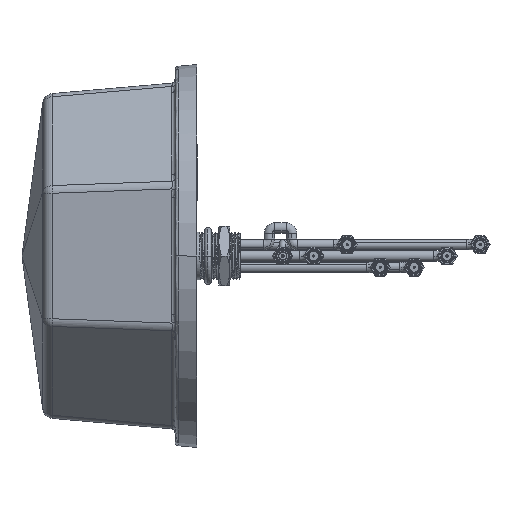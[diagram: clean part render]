
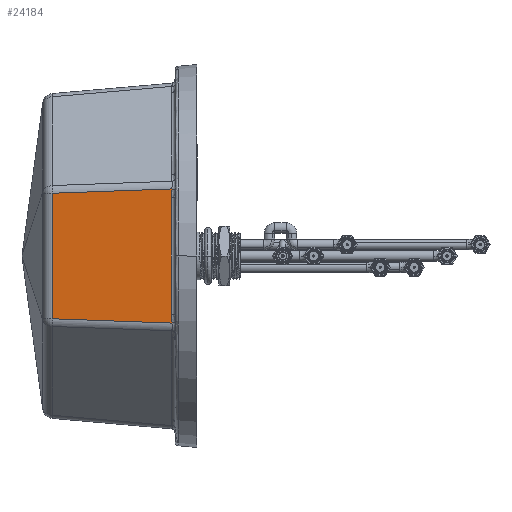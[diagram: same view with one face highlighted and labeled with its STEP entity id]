
A CAD part, left-side view. The second image highlights one B-rep face of the part: STEP entity #24184.
In plain terms, the highlighted planar face has unit normal (-0.996, 0.087, 0).
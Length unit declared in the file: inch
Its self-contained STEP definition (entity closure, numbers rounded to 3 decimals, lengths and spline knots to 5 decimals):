
#1442 = ORIENTED_EDGE ( 'NONE', *, *, #31394, .T. ) ;
#2258 = CARTESIAN_POINT ( 'NONE',  ( -3.10925, 0.46391, -1.11773 ) ) ;
#2561 = CARTESIAN_POINT ( 'NONE',  ( -3.1091, 0.46562, 1.08465 ) ) ;
#2821 = PLANE ( 'NONE',  #16412 ) ;
#4408 = ORIENTED_EDGE ( 'NONE', *, *, #23821, .F. ) ;
#4984 = CARTESIAN_POINT ( 'NONE',  ( -2.98568, 1.88435, 1.15548 ) ) ;
#5132 = CARTESIAN_POINT ( 'NONE',  ( -3.1091, 0.46562, -1.06804 ) ) ;
#5313 = CARTESIAN_POINT ( 'NONE',  ( -3.10929, 0.46342, -1.12621 ) ) ;
#5805 = CARTESIAN_POINT ( 'NONE',  ( -3.10939, 0.46234, 1.1421 ) ) ;
#6631 = CARTESIAN_POINT ( 'NONE',  ( -3.10948, 0.46127, -1.15942 ) ) ;
#7418 = CARTESIAN_POINT ( 'NONE',  ( -3.11002, 0.45504, 1.20698 ) ) ;
#7457 = ORIENTED_EDGE ( 'NONE', *, *, #21481, .F. ) ;
#8495 = CARTESIAN_POINT ( 'NONE',  ( -3.10933, 0.46301, 1.13264 ) ) ;
#8566 = VERTEX_POINT ( 'NONE', #12372 ) ;
#8789 = DIRECTION ( 'NONE',  ( -0.087, -0.996, -0.036 ) ) ;
#9113 = VERTEX_POINT ( 'NONE', #7418 ) ;
#9139 = CARTESIAN_POINT ( 'NONE',  ( -3.11002, 0.45504, -1.20698 ) ) ;
#9145 = DIRECTION ( 'NONE',  ( 0.996, -0.087, 0. ) ) ;
#9326 = CARTESIAN_POINT ( 'NONE',  ( -3.10931, 0.46317, -1.13019 ) ) ;
#9845 = VECTOR ( 'NONE', #30805, 39.37008 ) ;
#10734 = CARTESIAN_POINT ( 'NONE',  ( -3.11002, 0.45504, 1.20698 ) ) ;
#10967 = VERTEX_POINT ( 'NONE', #19874 ) ;
#11358 = CARTESIAN_POINT ( 'NONE',  ( -2.92351, 2.59901, -1.12972 ) ) ;
#12237 = CARTESIAN_POINT ( 'NONE',  ( -2.92351, 2.59901, -1.12972 ) ) ;
#12372 = CARTESIAN_POINT ( 'NONE',  ( -3.1091, 0.46562, 1.05094 ) ) ;
#13291 = CARTESIAN_POINT ( 'NONE',  ( -2.92351, 2.59901, -1.12972 ) ) ;
#13934 = VECTOR ( 'NONE', #35664, 39.37008 ) ;
#13960 = CARTESIAN_POINT ( 'NONE',  ( -3.10927, 0.46369, -1.12179 ) ) ;
#14270 = CARTESIAN_POINT ( 'NONE',  ( -3.1091, 0.46562, 1.05094 ) ) ;
#14457 = CARTESIAN_POINT ( 'NONE',  ( -3.10931, 0.46316, 1.13036 ) ) ;
#15437 = CARTESIAN_POINT ( 'NONE',  ( -2.92351, 2.59901, 1.12972 ) ) ;
#16412 = AXIS2_PLACEMENT_3D ( 'NONE', #17059, #9145, #23007 ) ;
#16857 = CARTESIAN_POINT ( 'NONE',  ( -3.10913, 0.4653, -1.08323 ) ) ;
#17052 = CARTESIAN_POINT ( 'NONE',  ( -3.1093, 0.46329, -1.12834 ) ) ;
#17059 = CARTESIAN_POINT ( 'NONE',  ( -3.14961, 0., 1.5748 ) ) ;
#17166 = CARTESIAN_POINT ( 'NONE',  ( -3.1095, 0.46103, 1.15773 ) ) ;
#17353 = CARTESIAN_POINT ( 'NONE',  ( -3.11002, 0.45504, 1.20698 ) ) ;
#17546 = CARTESIAN_POINT ( 'NONE',  ( -3.10931, 0.46321, 1.12958 ) ) ;
#17999 = CARTESIAN_POINT ( 'NONE',  ( -3.10973, 0.4584, -1.18496 ) ) ;
#19286 = B_SPLINE_CURVE_WITH_KNOTS ( 'NONE', 3,
 ( #22623, #5132, #16857, #28581, #28777, #2258, #13960, #5313, #17052, #32966, #21248, #24127, #9326, #6631, #17999, #9139 ),
 .UNSPECIFIED., .F., .F.,
 ( 4, 2, 2, 1, 1, 1, 1, 2, 2, 4 ),
 ( 0., 0.25, 0.375, 0.4375, 0.46875, 0.48438, 0.49219, 0.49609, 0.5, 1. ),
 .UNSPECIFIED. ) ;
#19427 = EDGE_CURVE ( 'NONE', #10967, #21655, #19286, .T. ) ;
#19862 = CARTESIAN_POINT ( 'NONE',  ( -3.10935, 0.46279, 1.13582 ) ) ;
#19874 = CARTESIAN_POINT ( 'NONE',  ( -3.1091, 0.46562, -1.05094 ) ) ;
#20042 = CARTESIAN_POINT ( 'NONE',  ( -3.1092, 0.46441, 1.11084 ) ) ;
#20975 = CARTESIAN_POINT ( 'NONE',  ( -3.11002, 0.45504, -1.20698 ) ) ;
#21248 = CARTESIAN_POINT ( 'NONE',  ( -3.10931, 0.46319, -1.12983 ) ) ;
#21481 = EDGE_CURVE ( 'NONE', #23927, #24717, #28104, .T. ) ;
#21655 = VERTEX_POINT ( 'NONE', #20975 ) ;
#22623 = CARTESIAN_POINT ( 'NONE',  ( -3.1091, 0.46562, -1.05094 ) ) ;
#22666 = ORIENTED_EDGE ( 'NONE', *, *, #19427, .F. ) ;
#22744 = CARTESIAN_POINT ( 'NONE',  ( -3.10987, 0.45674, 1.19584 ) ) ;
#23007 = DIRECTION ( 'NONE',  ( 0., 0., -1. ) ) ;
#23110 = CARTESIAN_POINT ( 'NONE',  ( -3.10931, 0.46319, 1.1299 ) ) ;
#23821 = EDGE_CURVE ( 'NONE', #8566, #10967, #23950, .T. ) ;
#23927 = VERTEX_POINT ( 'NONE', #11358 ) ;
#23950 = LINE ( 'NONE', #30466, #13934 ) ;
#24127 = CARTESIAN_POINT ( 'NONE',  ( -3.10931, 0.46317, -1.13013 ) ) ;
#24184 = ADVANCED_FACE ( 'NONE', ( #25512 ), #2821, .F. ) ;
#24717 = VERTEX_POINT ( 'NONE', #15437 ) ;
#25512 = FACE_OUTER_BOUND ( 'NONE', #37703, .T. ) ;
#25710 = VECTOR ( 'NONE', #8789, 39.37008 ) ;
#25900 = B_SPLINE_CURVE_WITH_KNOTS ( 'NONE', 3,
 ( #10734, #28249, #4984, #34188 ),
 .UNSPECIFIED., .F., .F.,
 ( 4, 4 ),
 ( 0., 1. ),
 .UNSPECIFIED. ) ;
#26856 = EDGE_CURVE ( 'NONE', #9113, #24717, #25900, .T. ) ;
#28104 = LINE ( 'NONE', #13291, #9845 ) ;
#28249 = CARTESIAN_POINT ( 'NONE',  ( -3.04785, 1.1697, 1.18123 ) ) ;
#28581 = CARTESIAN_POINT ( 'NONE',  ( -3.10919, 0.46461, -1.10311 ) ) ;
#28762 = EDGE_CURVE ( 'NONE', #9113, #8566, #29728, .T. ) ;
#28777 = CARTESIAN_POINT ( 'NONE',  ( -3.10921, 0.46434, -1.10925 ) ) ;
#29616 = ORIENTED_EDGE ( 'NONE', *, *, #28762, .F. ) ;
#29728 = B_SPLINE_CURVE_WITH_KNOTS ( 'NONE', 3,
 ( #17353, #22744, #37901, #31775, #17166, #34456, #5805, #19862, #8495, #34635, #14457, #23110, #17546, #20042, #2561, #14270 ),
 .UNSPECIFIED., .F., .F.,
 ( 4, 2, 2, 1, 1, 1, 1, 2, 2, 4 ),
 ( 0., 0.25, 0.375, 0.4375, 0.46875, 0.48438, 0.49219, 0.49609, 0.5, 1. ),
 .UNSPECIFIED. ) ;
#30466 = CARTESIAN_POINT ( 'NONE',  ( -3.1091, 0.46562, 1.05094 ) ) ;
#30805 = DIRECTION ( 'NONE',  ( 0., 0., 1. ) ) ;
#31394 = EDGE_CURVE ( 'NONE', #23927, #21655, #32254, .T. ) ;
#31775 = CARTESIAN_POINT ( 'NONE',  ( -3.10955, 0.46039, 1.16441 ) ) ;
#32254 = LINE ( 'NONE', #12237, #25710 ) ;
#32966 = CARTESIAN_POINT ( 'NONE',  ( -3.10931, 0.46322, -1.12939 ) ) ;
#33589 = ORIENTED_EDGE ( 'NONE', *, *, #26856, .T. ) ;
#34188 = CARTESIAN_POINT ( 'NONE',  ( -2.92351, 2.59901, 1.12972 ) ) ;
#34456 = CARTESIAN_POINT ( 'NONE',  ( -3.10942, 0.46192, 1.14737 ) ) ;
#34635 = CARTESIAN_POINT ( 'NONE',  ( -3.10932, 0.46311, 1.13104 ) ) ;
#35664 = DIRECTION ( 'NONE',  ( 0., 0., -1. ) ) ;
#37703 = EDGE_LOOP ( 'NONE', ( #33589, #7457, #1442, #22666, #4408, #29616 ) ) ;
#37901 = CARTESIAN_POINT ( 'NONE',  ( -3.10974, 0.45831, 1.1838 ) ) ;
